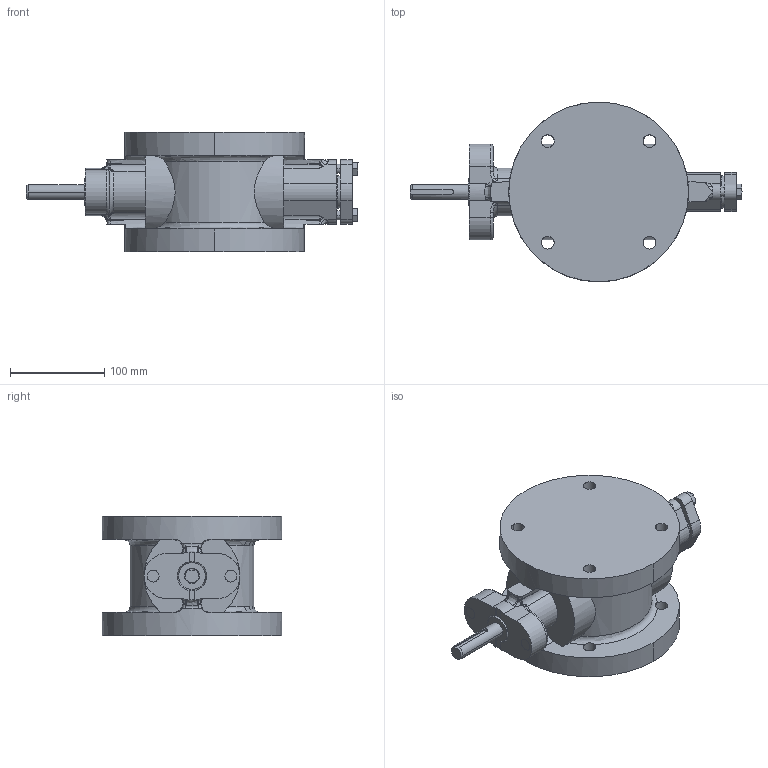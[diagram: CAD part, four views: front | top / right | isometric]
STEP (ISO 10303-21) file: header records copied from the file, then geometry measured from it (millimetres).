
FILE_DESCRIPTION((''),'2;1');
FILE_NAME('A2003_SW0001','2020-08-27T13:29:04',('tomb'),(''),'CREO PARAMETRIC BY PTC INC, 2020053','CREO PARAMETRIC BY PTC INC, 2020053','');
FILE_SCHEMA(('CONFIG_CONTROL_DESIGN'));
Length unit declared in the file: inch
Products named in the file (1): A2003_SW0001
Bounding box: 352.02 x 190.5 x 126.96 mm (x, y, z)
Volume: 2996334.8 mm3; surface area: 195308.3 mm2
Topology: 1 solids, 1 shells, 259 faces, 715 edges, 454 vertices
Faces by surface type: cylinder 81, plane 79, bspline 70, cone 21, torus 8
Entity records: 12568 total; most frequent: CARTESIAN_POINT 6578, ORIENTED_EDGE 1430, DIRECTION 1015, EDGE_CURVE 715, VERTEX_POINT 454, AXIS2_PLACEMENT_3D 408, B_SPLINE_CURVE_WITH_KNOTS 297, EDGE_LOOP 279
